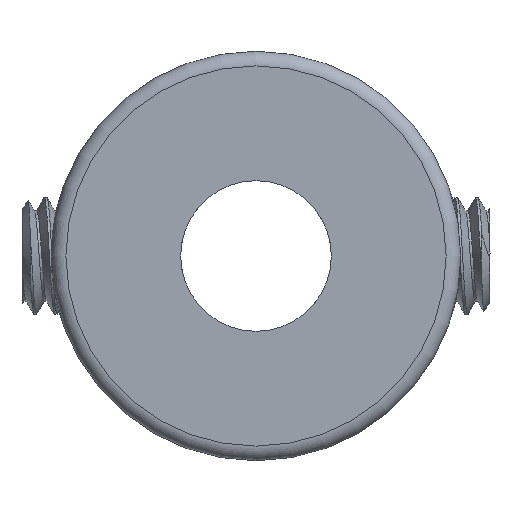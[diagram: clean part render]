
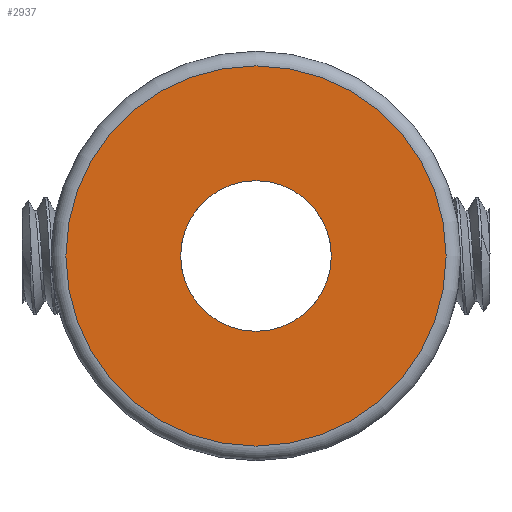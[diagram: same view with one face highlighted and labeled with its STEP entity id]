
A CAD part, left-side view. The second image highlights one B-rep face of the part: STEP entity #2937.
In plain terms, the highlighted planar face has unit normal (-1, 0, 0).
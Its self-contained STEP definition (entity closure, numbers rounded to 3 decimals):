
#73=FACE_BOUND('',#443,.T.);
#81=CIRCLE('',#3083,2.575);
#86=CIRCLE('',#3104,6.5);
#139=PLANE('',#3106);
#277=FACE_OUTER_BOUND('',#442,.T.);
#442=EDGE_LOOP('',(#2535));
#443=EDGE_LOOP('',(#2536));
#1227=VERTEX_POINT('',#8549);
#1259=VERTEX_POINT('',#10103);
#1629=EDGE_CURVE('',#1227,#1227,#81,.T.);
#1696=EDGE_CURVE('',#1259,#1259,#86,.T.);
#2535=ORIENTED_EDGE('',*,*,#1696,.F.);
#2536=ORIENTED_EDGE('',*,*,#1629,.T.);
#2937=ADVANCED_FACE('',(#277,#73),#139,.T.);
#3083=AXIS2_PLACEMENT_3D('',#8550,#3393,#3394);
#3104=AXIS2_PLACEMENT_3D('',#10104,#3442,#3443);
#3106=AXIS2_PLACEMENT_3D('',#10106,#3446,#3447);
#3393=DIRECTION('center_axis',(1.,0.,0.));
#3394=DIRECTION('ref_axis',(0.,1.,0.));
#3442=DIRECTION('center_axis',(1.,0.,0.));
#3443=DIRECTION('ref_axis',(0.,0.,
1.));
#3446=DIRECTION('center_axis',(-1.,0.,0.));
#3447=DIRECTION('ref_axis',(0.,0.,1.));
#8549=CARTESIAN_POINT('',(0.,-2.575,0.));
#8550=CARTESIAN_POINT('Origin',(0.,0.,0.));
#10103=CARTESIAN_POINT('',(0.,0.,-6.5));
#10104=CARTESIAN_POINT('Origin',(0.,0.,0.));
#10106=CARTESIAN_POINT('Origin',(0.,0.,0.));
